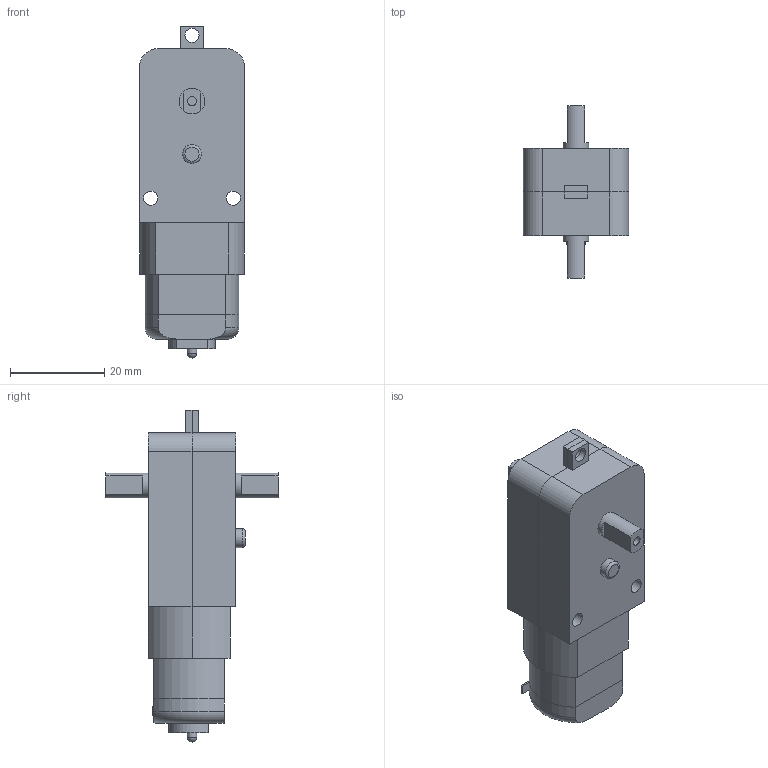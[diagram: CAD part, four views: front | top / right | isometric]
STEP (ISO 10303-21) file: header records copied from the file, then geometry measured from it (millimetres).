
FILE_DESCRIPTION(/* description */ (''),/* implementation_level */ '2;1');
FILE_NAME(/* name */ '3777 TT Motor.step',/* time_stamp */ '2018-07-07T12:26:58-04:00',/* author */ ('Adafruit'),/* organization */ (''),/* preprocessor_version */ 'ST-DEVELOPER v17',/* originating_system */ 'Autodesk Translation Framework v7.1.0.215',/* authorisation */ '');
FILE_SCHEMA (('AUTOMOTIVE_DESIGN { 1 0 10303 214 3 1 1 }'));
Length unit declared in the file: millimetre
Products named in the file (1): TT Motor 3777
Bounding box: 22.4 x 36.6 x 70.6 mm (x, y, z)
Volume: 22947.2 mm3; surface area: 10064.2 mm2
Topology: 8 solids, 8 shells, 89 faces, 210 edges, 140 vertices
Faces by surface type: plane 60, cylinder 26, torus 2, sphere 1
Full cylindrical faces by diameter (mm): 1.95 x2, 2 x1, 3 x6, 4 x1, 5.4 x3
Entity records: 2688 total; most frequent: CARTESIAN_POINT 482, DIRECTION 452, ORIENTED_EDGE 418, EDGE_CURVE 209, AXIS2_PLACEMENT_3D 156, LINE 140, VECTOR 140, VERTEX_POINT 140
